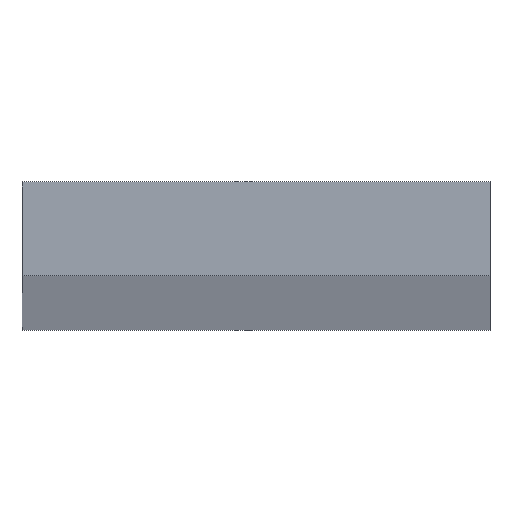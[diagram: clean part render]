
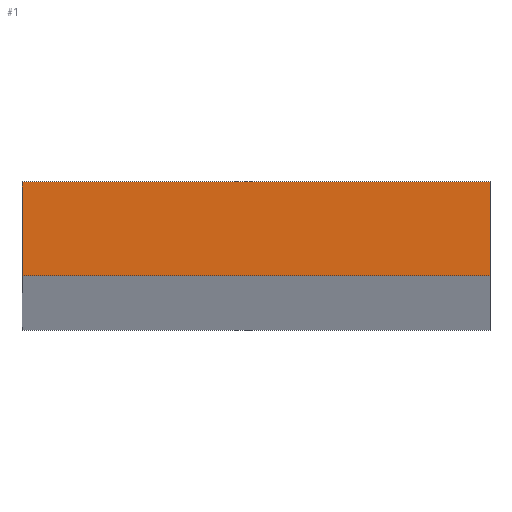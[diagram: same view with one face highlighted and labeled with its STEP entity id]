
A CAD part, top view. The second image highlights one B-rep face of the part: STEP entity #1.
In plain terms, the highlighted planar face has unit normal (0, 0, 1).
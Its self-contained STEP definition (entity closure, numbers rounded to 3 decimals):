
#1 = ADVANCED_FACE ( 'NONE', ( #160 ), #63, .T. ) ;
#15 = LINE ( 'NONE', #35, #132 ) ;
#23 = CARTESIAN_POINT ( 'NONE',  ( -7.5, 1.5, 500. ) ) ;
#26 = CARTESIAN_POINT ( 'NONE',  ( -7.5, 1.5, 500. ) ) ;
#32 = LINE ( 'NONE', #26, #48 ) ;
#35 = CARTESIAN_POINT ( 'NONE',  ( -7.5, 1.5, 500. ) ) ;
#48 = VECTOR ( 'NONE', #99, 1000. ) ;
#53 = CARTESIAN_POINT ( 'NONE',  ( 7.5, -1.5, 500. ) ) ;
#54 = EDGE_CURVE ( 'NONE', #115, #196, #32, .T. ) ;
#63 = PLANE ( 'NONE',  #104 ) ;
#64 = CARTESIAN_POINT ( 'NONE',  ( 0., 0., 500. ) ) ;
#88 = VECTOR ( 'NONE', #228, 1000. ) ;
#99 = DIRECTION ( 'NONE',  ( 0., -1., 0. ) ) ;
#100 = DIRECTION ( 'NONE',  ( 0., 0., 1. ) ) ;
#104 = AXIS2_PLACEMENT_3D ( 'NONE', #64, #100, #167 ) ;
#115 = VERTEX_POINT ( 'NONE', #23 ) ;
#117 = ORIENTED_EDGE ( 'NONE', *, *, #176, .T. ) ;
#123 = CARTESIAN_POINT ( 'NONE',  ( -7.5, -1.5, 500. ) ) ;
#132 = VECTOR ( 'NONE', #134, 1000. ) ;
#133 = ORIENTED_EDGE ( 'NONE', *, *, #54, .T. ) ;
#134 = DIRECTION ( 'NONE',  ( -1., 0., 0. ) ) ;
#142 = CARTESIAN_POINT ( 'NONE',  ( 7.5, 1.5, 500. ) ) ;
#153 = ORIENTED_EDGE ( 'NONE', *, *, #161, .T. ) ;
#160 = FACE_OUTER_BOUND ( 'NONE', #178, .T. ) ;
#161 = EDGE_CURVE ( 'NONE', #235, #115, #15, .T. ) ;
#167 = DIRECTION ( 'NONE',  ( 1., 0., 0. ) ) ;
#170 = LINE ( 'NONE', #229, #173 ) ;
#173 = VECTOR ( 'NONE', #226, 1000. ) ;
#176 = EDGE_CURVE ( 'NONE', #203, #235, #217, .T. ) ;
#178 = EDGE_LOOP ( 'NONE', ( #133, #201, #117, #153 ) ) ;
#185 = EDGE_CURVE ( 'NONE', #196, #203, #170, .T. ) ;
#196 = VERTEX_POINT ( 'NONE', #123 ) ;
#201 = ORIENTED_EDGE ( 'NONE', *, *, #185, .T. ) ;
#203 = VERTEX_POINT ( 'NONE', #53 ) ;
#206 = CARTESIAN_POINT ( 'NONE',  ( 7.5, 1.5, 500. ) ) ;
#217 = LINE ( 'NONE', #206, #88 ) ;
#226 = DIRECTION ( 'NONE',  ( 1., 0., 0. ) ) ;
#228 = DIRECTION ( 'NONE',  ( 0., 1., 0. ) ) ;
#229 = CARTESIAN_POINT ( 'NONE',  ( -7.5, -1.5, 500. ) ) ;
#235 = VERTEX_POINT ( 'NONE', #142 ) ;
